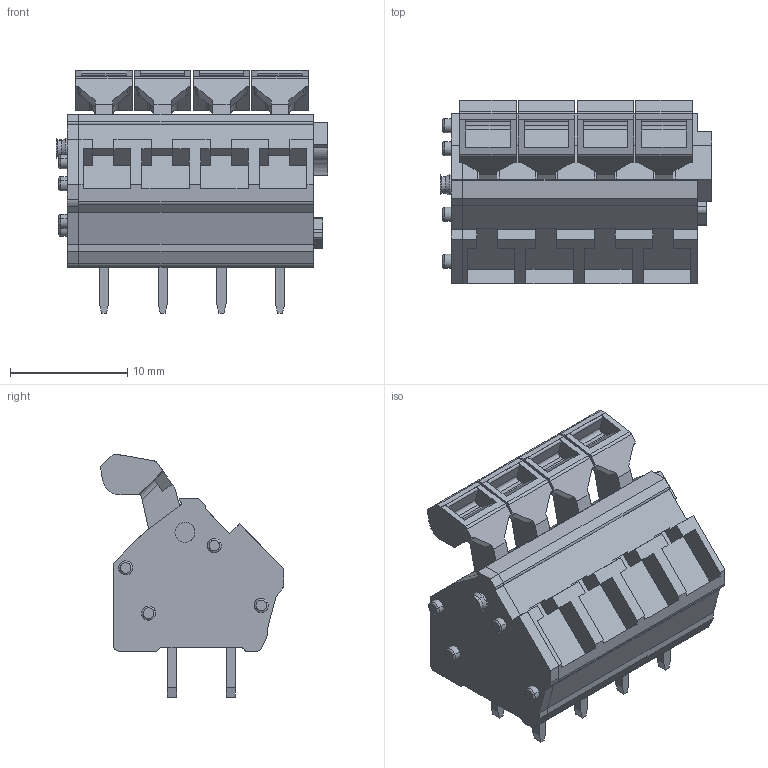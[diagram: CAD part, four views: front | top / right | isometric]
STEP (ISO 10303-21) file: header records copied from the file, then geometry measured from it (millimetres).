
FILE_DESCRIPTION(('CATIA V5 STEP Exchange','CAx-IF Rec.Pracs.--- Model Styling and Organization---1.4--- 2014-01-23'),'2;1');
FILE_NAME ('026346-2_0', '2022-08-09T09:24:36+00:00', ('none'), ('Weidmueller'), 'CATIA Version 5-6 Release 2016 SP3 HF44', 'CATIA V5 STEP AP214', 'none');
FILE_SCHEMA(('AUTOMOTIVE_DESIGN { 1 0 10303 214 1 1 1 1 }'));
Length unit declared in the file: millimetre
Products named in the file (1): 1914590000
Bounding box: 23.1 x 15.6 x 20.65 mm (x, y, z)
Volume: 3161.5 mm3; surface area: 2549.3 mm2
Topology: 14 solids, 14 shells, 466 faces, 1247 edges, 822 vertices
Faces by surface type: plane 338, cylinder 104, cone 16, torus 8
Entity records: 14370 total; most frequent: CARTESIAN_POINT 2734, ORIENTED_EDGE 2494, DIRECTION 1959, EDGE_CURVE 1247, VECTOR 1011, LINE 1011, VERTEX_POINT 822, AXIS2_PLACEMENT_3D 565
